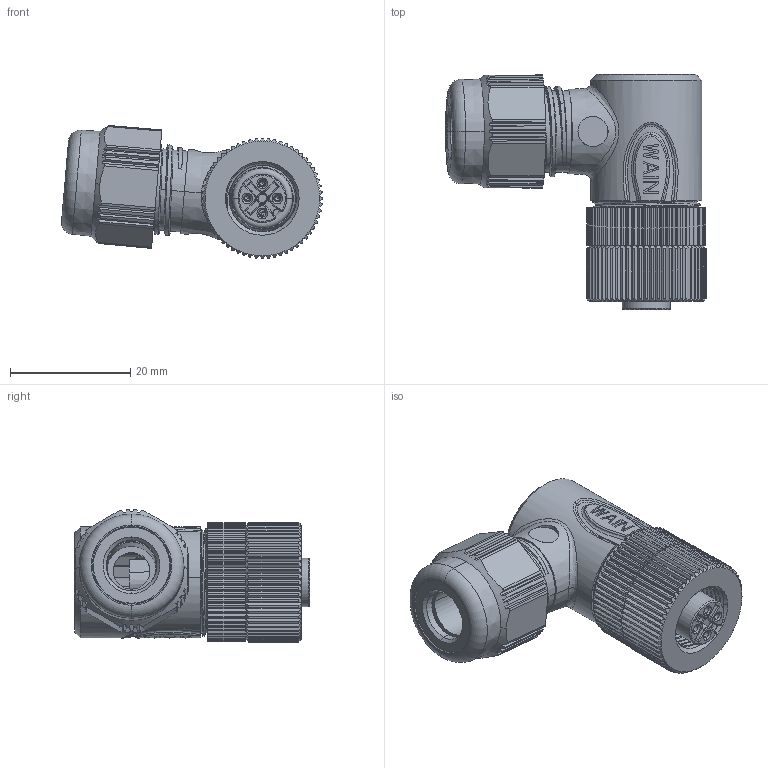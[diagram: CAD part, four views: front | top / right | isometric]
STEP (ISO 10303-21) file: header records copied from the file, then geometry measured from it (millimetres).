
FILE_DESCRIPTION((''),'2;1');
FILE_NAME('3D_1630055213002_M12-F05A-S-D8_','2017-07-14T',('y.wang'),(''),'PRO/ENGINEER BY PARAMETRIC TECHNOLOGY CORPORATION, 2012480','PRO/ENGINEER BY PARAMETRIC TECHNOLOGY CORPORATION, 2012480','');
FILE_SCHEMA(('CONFIG_CONTROL_DESIGN'));
Products named in the file (1): 3D_1630055213002_M12-F05A-S-D8_
Bounding box: 43.39 x 39.1 x 22.12 mm (x, y, z)
Volume: 10676.7 mm3; surface area: 14406.3 mm2
Topology: 1 solids, 1 shells, 1998 faces, 5822 edges, 3812 vertices
Faces by surface type: plane 724, cylinder 635, cone 319, bspline 163, torus 92, extrusion 63, sphere 2
Entity records: 99691 total; most frequent: CARTESIAN_POINT 50188, ORIENTED_EDGE 11608, DIRECTION 8729, EDGE_CURVE 5804, VERTEX_POINT 3812, AXIS2_PLACEMENT_3D 3270, B_SPLINE_CURVE_WITH_KNOTS 2243, VECTOR 2189
